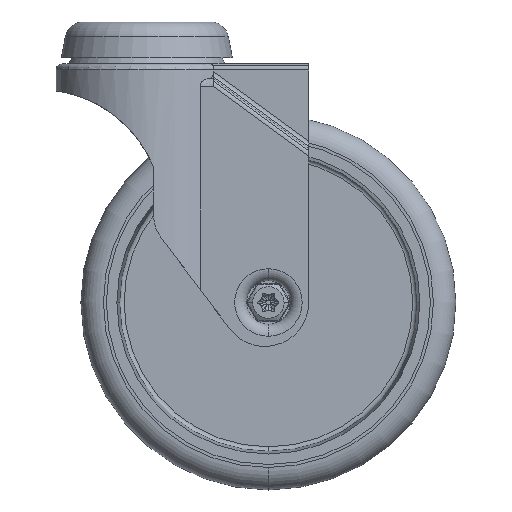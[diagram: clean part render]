
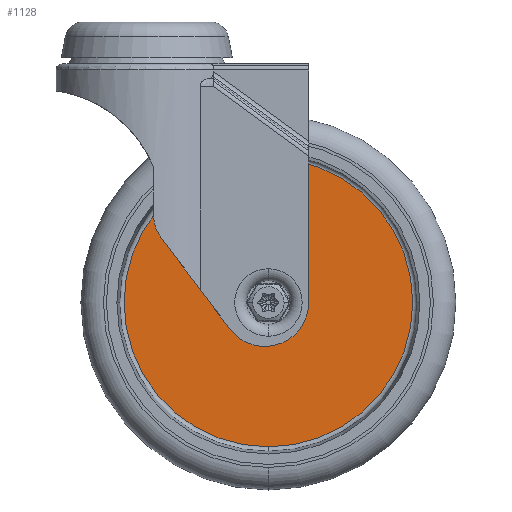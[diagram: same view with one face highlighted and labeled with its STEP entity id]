
A CAD part, front view. The second image highlights one B-rep face of the part: STEP entity #1128.
In plain terms, the highlighted planar face has unit normal (0, -1, 0).
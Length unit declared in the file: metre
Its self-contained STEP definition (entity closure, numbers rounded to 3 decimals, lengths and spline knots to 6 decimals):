
#1128=ADVANCED_FACE('',(#1720,#1721),#1722,.T.);
#1720=FACE_OUTER_BOUND('',#2606,.T.);
#1721=FACE_BOUND('',#2607,.T.);
#1722=PLANE('',#2608);
#2606=EDGE_LOOP('',(#8037,#8038,#8039));
#2607=EDGE_LOOP('',(#8040,#8041,#8042));
#2608=AXIS2_PLACEMENT_3D('',#8043,#8044,#8045);
#8037=ORIENTED_EDGE('',*,*,#10130,.F.);
#8038=ORIENTED_EDGE('',*,*,#10131,.F.);
#8039=ORIENTED_EDGE('',*,*,#10074,.F.);
#8040=ORIENTED_EDGE('',*,*,#10128,.T.);
#8041=ORIENTED_EDGE('',*,*,#10081,.T.);
#8042=ORIENTED_EDGE('',*,*,#10129,.T.);
#8043=CARTESIAN_POINT('',(-0.029993,-0.003,0.0));
#8044=DIRECTION('',(0.,-1.0,0.0));
#8045=DIRECTION('',(1.0,0.,-0.0));
#10074=EDGE_CURVE('',#11156,#11159,#11160,.T.);
#10081=EDGE_CURVE('',#11164,#11170,#11172,.T.);
#10128=EDGE_CURVE('',#11248,#11164,#11249,.T.);
#10129=EDGE_CURVE('',#11170,#11248,#11250,.T.);
#10130=EDGE_CURVE('',#11251,#11156,#11252,.T.);
#10131=EDGE_CURVE('',#11159,#11251,#11253,.T.);
#11156=VERTEX_POINT('',#13720);
#11159=VERTEX_POINT('',#13723);
#11160=CIRCLE('',#13724,0.048111);
#11164=VERTEX_POINT('',#13728);
#11170=VERTEX_POINT('',#13734);
#11172=CIRCLE('',#13736,0.011875);
#11248=VERTEX_POINT('',#13824);
#11249=CIRCLE('',#13825,0.011875);
#11250=CIRCLE('',#13826,0.011875);
#11251=VERTEX_POINT('',#13827);
#11252=CIRCLE('',#13828,0.048111);
#11253=CIRCLE('',#13829,0.048111);
#13720=CARTESIAN_POINT('',(0.,-0.003,0.048111));
#13723=CARTESIAN_POINT('',(0.,-0.003,-0.048111));
#13724=AXIS2_PLACEMENT_3D('',#17618,#17619,#17620);
#13728=CARTESIAN_POINT('',(0.,-0.003,0.011875));
#13734=CARTESIAN_POINT('',(0.,-0.003,-0.011875));
#13736=AXIS2_PLACEMENT_3D('',#17639,#17640,#17641);
#13824=CARTESIAN_POINT('',(-0.011875,-0.003,0.0));
#13825=AXIS2_PLACEMENT_3D('',#17756,#17757,#17758);
#13826=AXIS2_PLACEMENT_3D('',#17759,#17760,#17761);
#13827=CARTESIAN_POINT('',(-0.048111,-0.003,0.0));
#13828=AXIS2_PLACEMENT_3D('',#17762,#17763,#17764);
#13829=AXIS2_PLACEMENT_3D('',#17765,#17766,#17767);
#17618=CARTESIAN_POINT('',(0.,-0.003,0.0));
#17619=DIRECTION('',(0.,1.0,0.0));
#17620=DIRECTION('',(-1.0,0.,0.0));
#17639=CARTESIAN_POINT('',(0.,-0.003,0.0));
#17640=DIRECTION('',(0.,1.0,0.0));
#17641=DIRECTION('',(-1.0,0.,0.0));
#17756=CARTESIAN_POINT('',(0.,-0.003,0.0));
#17757=DIRECTION('',(0.,1.0,0.0));
#17758=DIRECTION('',(-1.0,0.,0.0));
#17759=CARTESIAN_POINT('',(0.,-0.003,0.0));
#17760=DIRECTION('',(0.,1.0,0.0));
#17761=DIRECTION('',(-1.0,0.,0.0));
#17762=CARTESIAN_POINT('',(0.,-0.003,0.0));
#17763=DIRECTION('',(0.,1.0,0.0));
#17764=DIRECTION('',(-1.0,0.,0.0));
#17765=CARTESIAN_POINT('',(0.,-0.003,0.0));
#17766=DIRECTION('',(0.,1.0,0.0));
#17767=DIRECTION('',(-1.0,0.,0.0));
